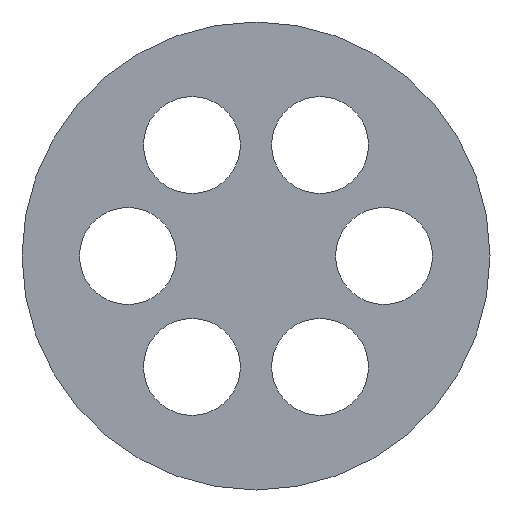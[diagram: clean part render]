
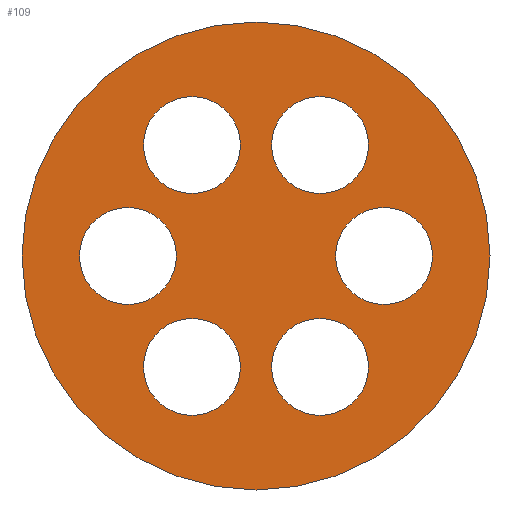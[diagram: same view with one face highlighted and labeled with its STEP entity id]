
A CAD part, left-side view. The second image highlights one B-rep face of the part: STEP entity #109.
In plain terms, the highlighted planar face has unit normal (-1, 0, 0).
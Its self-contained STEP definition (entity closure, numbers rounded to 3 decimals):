
#109 = ADVANCED_FACE( '', ( #235, #236, #237, #238, #239, #240, #241 ), #242, .F. );
#235 = FACE_BOUND( '', #368, .T. );
#236 = FACE_BOUND( '', #369, .T. );
#237 = FACE_BOUND( '', #370, .T. );
#238 = FACE_BOUND( '', #371, .T. );
#239 = FACE_BOUND( '', #372, .T. );
#240 = FACE_BOUND( '', #373, .T. );
#241 = FACE_OUTER_BOUND( '', #374, .T. );
#242 = PLANE( '', #375 );
#368 = EDGE_LOOP( '', ( #637 ) );
#369 = EDGE_LOOP( '', ( #638 ) );
#370 = EDGE_LOOP( '', ( #639 ) );
#371 = EDGE_LOOP( '', ( #640 ) );
#372 = EDGE_LOOP( '', ( #641 ) );
#373 = EDGE_LOOP( '', ( #642 ) );
#374 = EDGE_LOOP( '', ( #643 ) );
#375 = AXIS2_PLACEMENT_3D( '', #644, #645, #646 );
#637 = ORIENTED_EDGE( '', *, *, #762, .T. );
#638 = ORIENTED_EDGE( '', *, *, #750, .T. );
#639 = ORIENTED_EDGE( '', *, *, #798, .T. );
#640 = ORIENTED_EDGE( '', *, *, #719, .T. );
#641 = ORIENTED_EDGE( '', *, *, #826, .T. );
#642 = ORIENTED_EDGE( '', *, *, #823, .T. );
#643 = ORIENTED_EDGE( '', *, *, #802, .F. );
#644 = CARTESIAN_POINT( '', ( 0., 0., 0. ) );
#645 = DIRECTION( '', ( 1., 0., 0. ) );
#646 = DIRECTION( '', ( 0., 0., -1. ) );
#719 = EDGE_CURVE( '', #841, #841, #842, .T. );
#750 = EDGE_CURVE( '', #894, #894, #895, .T. );
#762 = EDGE_CURVE( '', #914, #914, #915, .T. );
#798 = EDGE_CURVE( '', #971, #971, #972, .T. );
#802 = EDGE_CURVE( '', #976, #976, #977, .T. );
#823 = EDGE_CURVE( '', #1004, #1004, #1005, .T. );
#826 = EDGE_CURVE( '', #1008, #1008, #1009, .T. );
#841 = VERTEX_POINT( '', #1024 );
#842 = CIRCLE( '', #1025, 3.5 );
#894 = VERTEX_POINT( '', #1093 );
#895 = CIRCLE( '', #1094, 3.5 );
#914 = VERTEX_POINT( '', #1118 );
#915 = CIRCLE( '', #1119, 3.5 );
#971 = VERTEX_POINT( '', #1192 );
#972 = CIRCLE( '', #1193, 3.5 );
#976 = VERTEX_POINT( '', #1198 );
#977 = CIRCLE( '', #1199, 16.9 );
#1004 = VERTEX_POINT( '', #1237 );
#1005 = CIRCLE( '', #1238, 3.5 );
#1008 = VERTEX_POINT( '', #1241 );
#1009 = CIRCLE( '', #1242, 3.5 );
#1024 = CARTESIAN_POINT( '', ( 0., 9.25, -3.5 ) );
#1025 = AXIS2_PLACEMENT_3D( '', #1259, #1260, #1261 );
#1093 = CARTESIAN_POINT( '', ( 0., 4.625, 4.511 ) );
#1094 = AXIS2_PLACEMENT_3D( '', #1299, #1300, #1301 );
#1118 = CARTESIAN_POINT( '', ( 0., -4.625, 4.511 ) );
#1119 = AXIS2_PLACEMENT_3D( '', #1316, #1317, #1318 );
#1192 = CARTESIAN_POINT( '', ( 0., -9.25, -3.5 ) );
#1193 = AXIS2_PLACEMENT_3D( '', #1372, #1373, #1374 );
#1198 = CARTESIAN_POINT( '', ( 0., 0., -16.9 ) );
#1199 = AXIS2_PLACEMENT_3D( '', #1376, #1377, #1378 );
#1237 = CARTESIAN_POINT( '', ( 0., 4.625, -11.511 ) );
#1238 = AXIS2_PLACEMENT_3D( '', #1402, #1403, #1404 );
#1241 = CARTESIAN_POINT( '', ( 0., -4.625, -11.511 ) );
#1242 = AXIS2_PLACEMENT_3D( '', #1405, #1406, #1407 );
#1259 = CARTESIAN_POINT( '', ( 0., 9.25, 0. ) );
#1260 = DIRECTION( '', ( 1., 0., 0. ) );
#1261 = DIRECTION( '', ( 0., 0., -1. ) );
#1299 = CARTESIAN_POINT( '', ( 0., 4.625, 8.011 ) );
#1300 = DIRECTION( '', ( 1., 0., 0. ) );
#1301 = DIRECTION( '', ( 0., 0., -1. ) );
#1316 = CARTESIAN_POINT( '', ( 0., -4.625, 8.011 ) );
#1317 = DIRECTION( '', ( 1., 0., 0. ) );
#1318 = DIRECTION( '', ( 0., 0., -1. ) );
#1372 = CARTESIAN_POINT( '', ( 0., -9.25, 0. ) );
#1373 = DIRECTION( '', ( 1., 0., 0. ) );
#1374 = DIRECTION( '', ( 0., 0., -1. ) );
#1376 = CARTESIAN_POINT( '', ( 0., 0., 0. ) );
#1377 = DIRECTION( '', ( 1., 0., 0. ) );
#1378 = DIRECTION( '', ( 0., 0., -1. ) );
#1402 = CARTESIAN_POINT( '', ( 0., 4.625, -8.011 ) );
#1403 = DIRECTION( '', ( 1., 0., 0. ) );
#1404 = DIRECTION( '', ( 0., 0., -1. ) );
#1405 = CARTESIAN_POINT( '', ( 0., -4.625, -8.011 ) );
#1406 = DIRECTION( '', ( 1., 0., 0. ) );
#1407 = DIRECTION( '', ( 0., 0., -1. ) );
